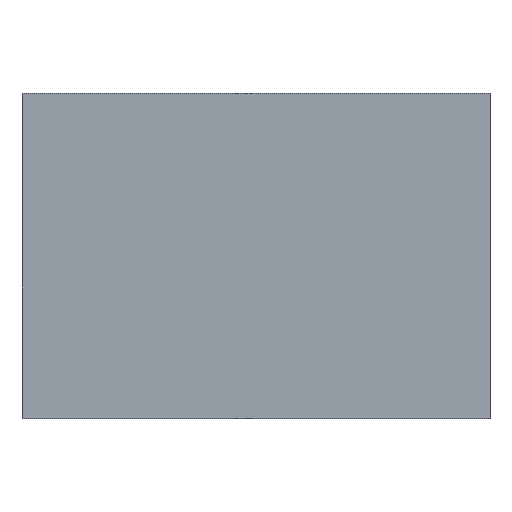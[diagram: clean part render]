
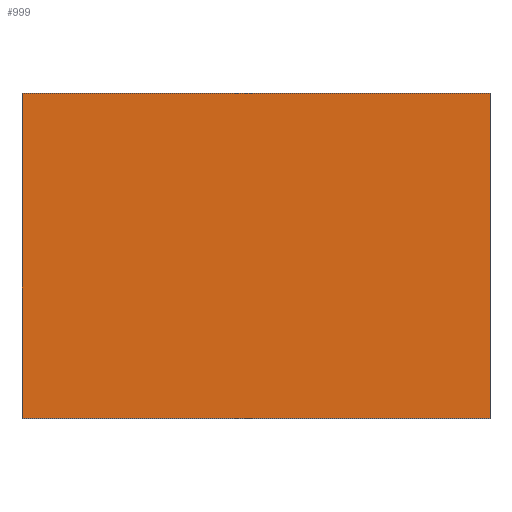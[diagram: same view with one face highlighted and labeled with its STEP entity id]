
A CAD part, top view. The second image highlights one B-rep face of the part: STEP entity #999.
In plain terms, the highlighted planar face has unit normal (0, 0, 1).
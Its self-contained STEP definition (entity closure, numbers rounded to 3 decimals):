
#190=ORIENTED_EDGE('',*,*,#225,.T.);
#191=ORIENTED_EDGE('',*,*,#217,.T.);
#192=ORIENTED_EDGE('',*,*,#220,.T.);
#193=ORIENTED_EDGE('',*,*,#223,.T.);
#217=EDGE_CURVE('',#306,#309,#369,.T.);
#220=EDGE_CURVE('',#309,#311,#372,.T.);
#223=EDGE_CURVE('',#311,#313,#375,.T.);
#225=EDGE_CURVE('',#313,#306,#377,.T.);
#306=VERTEX_POINT('',#1227);
#309=VERTEX_POINT('',#1232);
#311=VERTEX_POINT('',#1238);
#313=VERTEX_POINT('',#1244);
#369=LINE('',#1233,#461);
#372=LINE('',#1239,#464);
#375=LINE('',#1245,#467);
#377=LINE('',#1248,#469);
#461=VECTOR('',#1057,1000.);
#464=VECTOR('',#1062,1000.);
#467=VECTOR('',#1067,1000.);
#469=VECTOR('',#1071,1000.);
#590=EDGE_LOOP('',(#190,#191,#192,#193));
#636=FACE_BOUND('',#590,.T.);
#676=PLANE('',#1044);
#999=ADVANCED_FACE('',(#636),#676,.T.);
#1044=AXIS2_PLACEMENT_3D('',#1399,#1204,#1205);
#1057=DIRECTION('',(0.,1.,0.));
#1062=DIRECTION('',(-1.,0.,0.));
#1067=DIRECTION('',(0.,-1.,0.));
#1071=DIRECTION('',(1.,0.,0.));
#1204=DIRECTION('',(0.,0.,1.));
#1205=DIRECTION('',(1.,0.,0.));
#1227=CARTESIAN_POINT('',(0.9,-0.625,0.425));
#1232=CARTESIAN_POINT('',(0.9,0.625,0.425));
#1233=CARTESIAN_POINT('',(0.9,-0.625,0.425));
#1238=CARTESIAN_POINT('',(-0.9,0.625,0.425));
#1239=CARTESIAN_POINT('',(0.9,0.625,0.425));
#1244=CARTESIAN_POINT('',(-0.9,-0.625,0.425));
#1245=CARTESIAN_POINT('',(-0.9,0.625,0.425));
#1248=CARTESIAN_POINT('',(-0.9,-0.625,0.425));
#1399=CARTESIAN_POINT('',(0.,0.,0.425));
